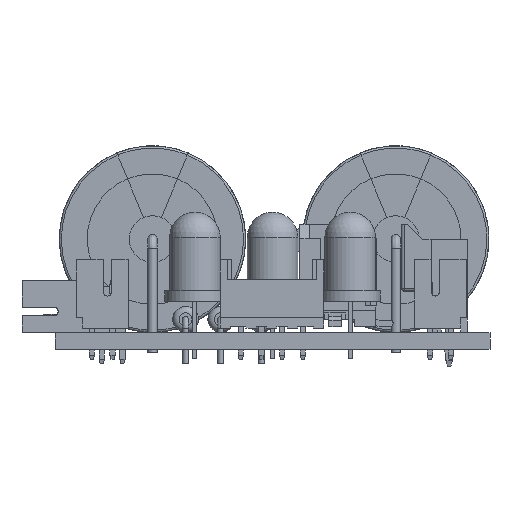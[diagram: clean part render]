
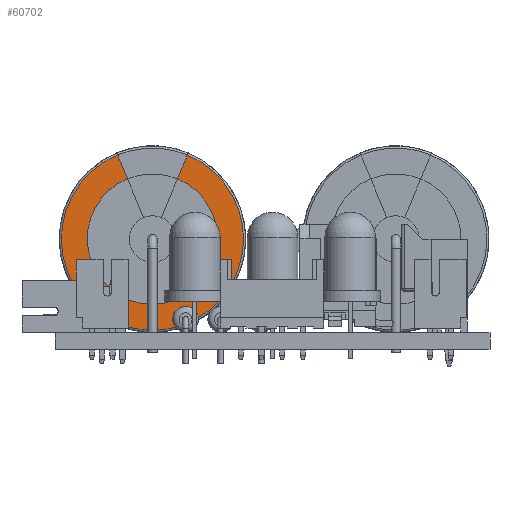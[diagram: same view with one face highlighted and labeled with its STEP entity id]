
A CAD part, front view. The second image highlights one B-rep face of the part: STEP entity #60702.
In plain terms, the highlighted face is planar.
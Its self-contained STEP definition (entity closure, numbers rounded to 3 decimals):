
#58526 = PLANE('',#58527);
#58527 = AXIS2_PLACEMENT_3D('',#58528,#58529,#58530);
#58528 = CARTESIAN_POINT('',(17.471,1.744,
    13.21));
#58529 = DIRECTION('',(0.,0.924,-0.383
    ));
#58530 = DIRECTION('',(-1.,0.,0.));
#58585 = PLANE('',#58586);
#58586 = AXIS2_PLACEMENT_3D('',#58587,#58588,#58589);
#58587 = CARTESIAN_POINT('',(17.471,-1.744,
    13.21));
#58588 = DIRECTION('',(0.,0.924,0.383
    ));
#58589 = DIRECTION('',(-1.,0.,0.));
#58839 = VERTEX_POINT('',#58840);
#58840 = CARTESIAN_POINT('',(32.5,-2.411,14.82));
#58866 = EDGE_CURVE('',#58867,#58839,#58869,.T.);
#58867 = VERTEX_POINT('',#58868);
#58868 = CARTESIAN_POINT('',(32.5,-3.368,17.13));
#58869 = SURFACE_CURVE('',#58870,(#58874,#58881),.PCURVE_S1.);
#58870 = LINE('',#58871,#58872);
#58871 = CARTESIAN_POINT('',(32.5,-3.368,17.13));
#58872 = VECTOR('',#58873,1.);
#58873 = DIRECTION('',(0.,0.383,-0.924
    ));
#58874 = PCURVE('',#58585,#58875);
#58875 = DEFINITIONAL_REPRESENTATION('',(#58876),#58880);
#58876 = LINE('',#58877,#58878);
#58877 = CARTESIAN_POINT('',(-15.029,4.243));
#58878 = VECTOR('',#58879,1.);
#58879 = DIRECTION('',(0.,-1.));
#58880 = ( GEOMETRIC_REPRESENTATION_CONTEXT(2) 
PARAMETRIC_REPRESENTATION_CONTEXT() REPRESENTATION_CONTEXT('2D SPACE',''
  ) );
#58881 = PCURVE('',#58882,#58887);
#58882 = PLANE('',#58883);
#58883 = AXIS2_PLACEMENT_3D('',#58884,#58885,#58886);
#58884 = CARTESIAN_POINT('',(32.5,0.,9.));
#58885 = DIRECTION('',(-1.,0.,0.));
#58886 = DIRECTION('',(0.,0.383,0.924
    ));
#58887 = DEFINITIONAL_REPRESENTATION('',(#58888),#58892);
#58888 = LINE('',#58889,#58890);
#58889 = CARTESIAN_POINT('',(6.223,-6.223));
#58890 = VECTOR('',#58891,1.);
#58891 = DIRECTION('',(-0.707,0.707));
#58892 = ( GEOMETRIC_REPRESENTATION_CONTEXT(2) 
PARAMETRIC_REPRESENTATION_CONTEXT() REPRESENTATION_CONTEXT('2D SPACE',''
  ) );
#58911 = TOROIDAL_SURFACE('',#58912,8.8,0.2);
#58912 = AXIS2_PLACEMENT_3D('',#58913,#58914,#58915);
#58913 = CARTESIAN_POINT('',(32.3,0.,9.));
#58914 = DIRECTION('',(1.,0.,0.));
#58915 = DIRECTION('',(0.,0.383,0.924
    ));
#59750 = VERTEX_POINT('',#59751);
#59751 = CARTESIAN_POINT('',(32.5,2.411,14.82));
#59772 = EDGE_CURVE('',#59773,#59750,#59775,.T.);
#59773 = VERTEX_POINT('',#59774);
#59774 = CARTESIAN_POINT('',(32.5,3.368,17.13));
#59775 = SURFACE_CURVE('',#59776,(#59780,#59787),.PCURVE_S1.);
#59776 = LINE('',#59777,#59778);
#59777 = CARTESIAN_POINT('',(32.5,3.368,17.13));
#59778 = VECTOR('',#59779,1.);
#59779 = DIRECTION('',(0.,-0.383,
    -0.924));
#59780 = PCURVE('',#58526,#59781);
#59781 = DEFINITIONAL_REPRESENTATION('',(#59782),#59786);
#59782 = LINE('',#59783,#59784);
#59783 = CARTESIAN_POINT('',(-15.029,4.243));
#59784 = VECTOR('',#59785,1.);
#59785 = DIRECTION('',(0.,-1.));
#59786 = ( GEOMETRIC_REPRESENTATION_CONTEXT(2) 
PARAMETRIC_REPRESENTATION_CONTEXT() REPRESENTATION_CONTEXT('2D SPACE',''
  ) );
#59787 = PCURVE('',#58882,#59788);
#59788 = DEFINITIONAL_REPRESENTATION('',(#59789),#59793);
#59789 = LINE('',#59790,#59791);
#59790 = CARTESIAN_POINT('',(8.8,0.));
#59791 = VECTOR('',#59792,1.);
#59792 = DIRECTION('',(-1.,0.));
#59793 = ( GEOMETRIC_REPRESENTATION_CONTEXT(2) 
PARAMETRIC_REPRESENTATION_CONTEXT() REPRESENTATION_CONTEXT('2D SPACE',''
  ) );
#60679 = EDGE_CURVE('',#59773,#58867,#60680,.T.);
#60680 = SURFACE_CURVE('',#60681,(#60686,#60693),.PCURVE_S1.);
#60681 = CIRCLE('',#60682,8.8);
#60682 = AXIS2_PLACEMENT_3D('',#60683,#60684,#60685);
#60683 = CARTESIAN_POINT('',(32.5,0.,9.));
#60684 = DIRECTION('',(-1.,0.,0.));
#60685 = DIRECTION('',(0.,0.383,0.924
    ));
#60686 = PCURVE('',#58911,#60687);
#60687 = DEFINITIONAL_REPRESENTATION('',(#60688),#60692);
#60688 = LINE('',#60689,#60690);
#60689 = CARTESIAN_POINT('',(6.283,1.571));
#60690 = VECTOR('',#60691,1.);
#60691 = DIRECTION('',(-1.,0.));
#60692 = ( GEOMETRIC_REPRESENTATION_CONTEXT(2) 
PARAMETRIC_REPRESENTATION_CONTEXT() REPRESENTATION_CONTEXT('2D SPACE',''
  ) );
#60693 = PCURVE('',#58882,#60694);
#60694 = DEFINITIONAL_REPRESENTATION('',(#60695),#60699);
#60695 = CIRCLE('',#60696,8.8);
#60696 = AXIS2_PLACEMENT_2D('',#60697,#60698);
#60697 = CARTESIAN_POINT('',(0.,0.));
#60698 = DIRECTION('',(1.,0.));
#60699 = ( GEOMETRIC_REPRESENTATION_CONTEXT(2) 
PARAMETRIC_REPRESENTATION_CONTEXT() REPRESENTATION_CONTEXT('2D SPACE',''
  ) );
#60702 = ADVANCED_FACE('',(#60703),#58882,.F.);
#60703 = FACE_BOUND('',#60704,.F.);
#60704 = EDGE_LOOP('',(#60705,#60706,#60707,#60734));
#60705 = ORIENTED_EDGE('',*,*,#60679,.T.);
#60706 = ORIENTED_EDGE('',*,*,#58866,.T.);
#60707 = ORIENTED_EDGE('',*,*,#60708,.F.);
#60708 = EDGE_CURVE('',#59750,#58839,#60709,.T.);
#60709 = SURFACE_CURVE('',#60710,(#60715,#60722),.PCURVE_S1.);
#60710 = CIRCLE('',#60711,6.3);
#60711 = AXIS2_PLACEMENT_3D('',#60712,#60713,#60714);
#60712 = CARTESIAN_POINT('',(32.5,0.,9.));
#60713 = DIRECTION('',(-1.,0.,0.));
#60714 = DIRECTION('',(0.,0.383,0.924
    ));
#60715 = PCURVE('',#58882,#60716);
#60716 = DEFINITIONAL_REPRESENTATION('',(#60717),#60721);
#60717 = CIRCLE('',#60718,6.3);
#60718 = AXIS2_PLACEMENT_2D('',#60719,#60720);
#60719 = CARTESIAN_POINT('',(0.,0.));
#60720 = DIRECTION('',(1.,0.));
#60721 = ( GEOMETRIC_REPRESENTATION_CONTEXT(2) 
PARAMETRIC_REPRESENTATION_CONTEXT() REPRESENTATION_CONTEXT('2D SPACE',''
  ) );
#60722 = PCURVE('',#60723,#60728);
#60723 = CYLINDRICAL_SURFACE('',#60724,6.3);
#60724 = AXIS2_PLACEMENT_3D('',#60725,#60726,#60727);
#60725 = CARTESIAN_POINT('',(32.5,0.,9.));
#60726 = DIRECTION('',(-1.,0.,0.));
#60727 = DIRECTION('',(0.,0.383,0.924
    ));
#60728 = DEFINITIONAL_REPRESENTATION('',(#60729),#60733);
#60729 = LINE('',#60730,#60731);
#60730 = CARTESIAN_POINT('',(0.,0.));
#60731 = VECTOR('',#60732,1.);
#60732 = DIRECTION('',(1.,0.));
#60733 = ( GEOMETRIC_REPRESENTATION_CONTEXT(2) 
PARAMETRIC_REPRESENTATION_CONTEXT() REPRESENTATION_CONTEXT('2D SPACE',''
  ) );
#60734 = ORIENTED_EDGE('',*,*,#59772,.F.);
